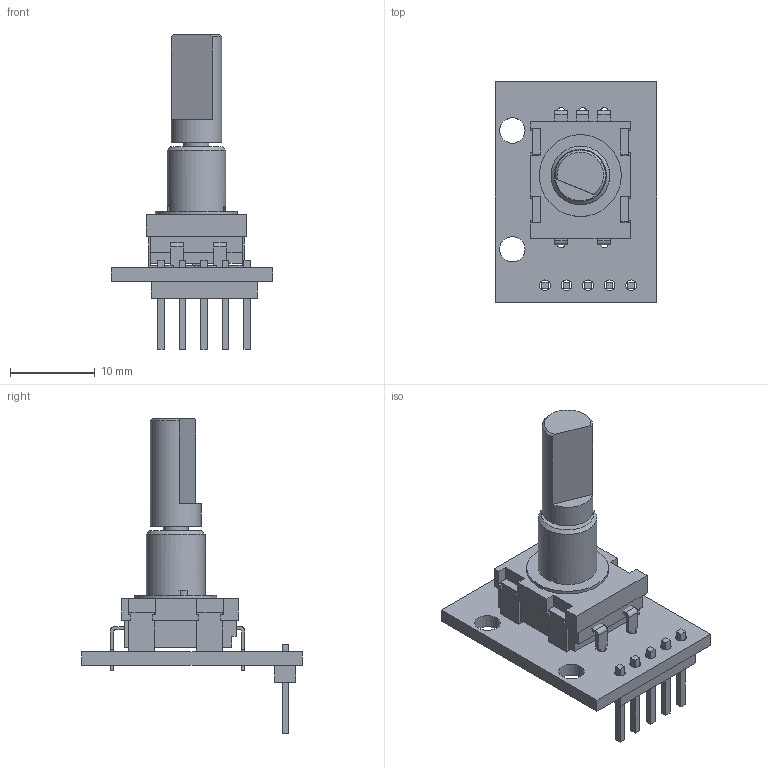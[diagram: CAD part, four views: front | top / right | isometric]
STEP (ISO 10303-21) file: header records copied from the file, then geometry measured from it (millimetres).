
FILE_DESCRIPTION(/* description */ ('','CAx-IF Rec.Pracs.---Representation and Presentation of Product Manufacturing Information (PMI)---4.0---2014-10-13'),/* implementation_level */ '2;1');
FILE_NAME(/* name */ 'MY_Rotary_encoder.step',/* time_stamp */ '2025-01-27T11:51:55Z',/* author */ (''),/* organization */ (''),/* preprocessor_version */ 'ST-DEVELOPER v20',/* originating_system */ 'Autodesk Translation Framework v13.20.0.188',/* authorisation */ '');
FILE_SCHEMA (('AP242_MANAGED_MODEL_BASED_3D_ENGINEERING_MIM_LF { 1 0 10303 442 1 1 4 }'));
Length unit declared in the file: millimetre
Products named in the file (9): My encoder; Component1; Pins; Rotary encoder board 3_Encoder assembly; mtg flange; body_2; shaft_encoder; pins_encoder body_2; body_encoder
Assembly tree (15 placements, depth 4):
  My encoder
    Component1
    Pins
      Rotary encoder board 3_Encoder assembly
        mtg flange
        body_2  x4
        pins_encoder body_2  x5
        shaft_encoder
        body_encoder
Bounding box: 19 x 26 x 37.07 mm (x, y, z)
Volume: 2317.4 mm3; surface area: 3284.7 mm2
Topology: 19 solids, 19 shells, 233 faces, 575 edges, 383 vertices
Faces by surface type: plane 197, cylinder 34, cone 2
Full cylindrical faces by diameter (mm): 1 x5, 1.27 x10, 2.972 x1, 2.997 x1, 3 x2, 5.969 x1, 6.909 x1, 9.652 x1
Entity records: 4733 total; most frequent: CARTESIAN_POINT 774, DIRECTION 761, ORIENTED_EDGE 718, EDGE_CURVE 359, LINE 297, VECTOR 297, VERTEX_POINT 239, AXIS2_PLACEMENT_3D 232
